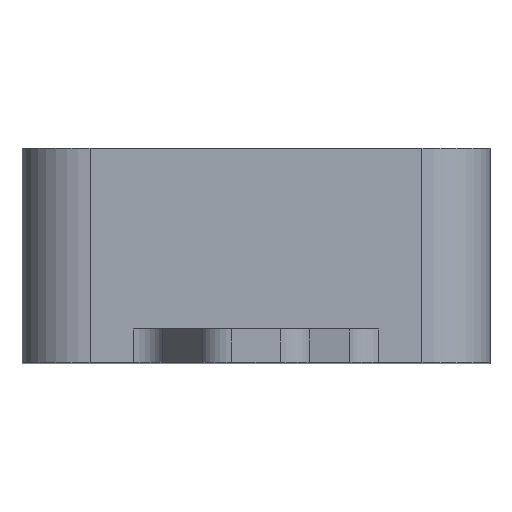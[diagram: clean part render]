
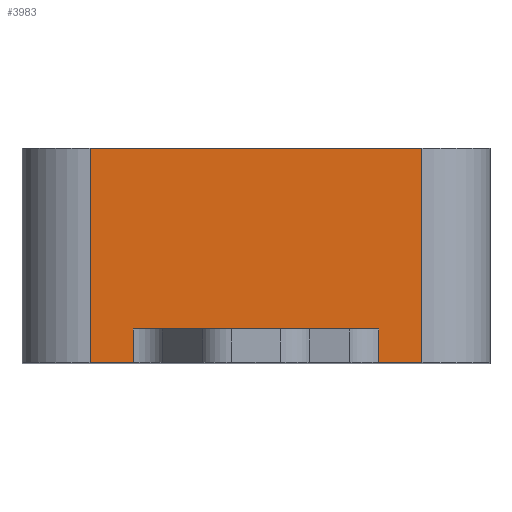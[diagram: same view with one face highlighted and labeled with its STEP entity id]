
A CAD part, top view. The second image highlights one B-rep face of the part: STEP entity #3983.
In plain terms, the highlighted planar face has unit normal (0, 0, 1).
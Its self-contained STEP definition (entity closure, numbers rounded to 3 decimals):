
#88 = VERTEX_POINT ( 'NONE', #3429 ) ;
#93 = ORIENTED_EDGE ( 'NONE', *, *, #2982, .T. ) ;
#194 = CARTESIAN_POINT ( 'NONE',  ( -18.336, 5., 0. ) ) ;
#291 = VECTOR ( 'NONE', #2622, 1000. ) ;
#422 = VECTOR ( 'NONE', #3107, 1000. ) ;
#528 = CARTESIAN_POINT ( 'NONE',  ( 24.765, 0., 0. ) ) ;
#551 = FACE_OUTER_BOUND ( 'NONE', #2662, .T. ) ;
#758 = EDGE_CURVE ( 'NONE', #2500, #983, #3238, .T. ) ;
#791 = CARTESIAN_POINT ( 'NONE',  ( -24.765, 0., 0. ) ) ;
#948 = VECTOR ( 'NONE', #5077, 1000. ) ;
#983 = VERTEX_POINT ( 'NONE', #528 ) ;
#988 = PLANE ( 'NONE',  #4151 ) ;
#1206 = CARTESIAN_POINT ( 'NONE',  ( -24.765, 32., 0. ) ) ;
#1535 = LINE ( 'NONE', #194, #422 ) ;
#1568 = VERTEX_POINT ( 'NONE', #2709 ) ;
#1652 = CARTESIAN_POINT ( 'NONE',  ( -15.449, 5., 0. ) ) ;
#1706 = VERTEX_POINT ( 'NONE', #1206 ) ;
#1729 = LINE ( 'NONE', #3437, #291 ) ;
#1782 = DIRECTION ( 'NONE',  ( 0., 0., -1. ) ) ;
#1837 = CARTESIAN_POINT ( 'NONE',  ( 0., 0., 0. ) ) ;
#1876 = DIRECTION ( 'NONE',  ( -1., 0., 0. ) ) ;
#1931 = VECTOR ( 'NONE', #4192, 1000. ) ;
#1991 = CARTESIAN_POINT ( 'NONE',  ( 24.765, 32., 0. ) ) ;
#2154 = ORIENTED_EDGE ( 'NONE', *, *, #758, .T. ) ;
#2368 = VECTOR ( 'NONE', #2396, 1000. ) ;
#2396 = DIRECTION ( 'NONE',  ( 1., 0., 0. ) ) ;
#2399 = DIRECTION ( 'NONE',  ( -1., 0., 0. ) ) ;
#2425 = VERTEX_POINT ( 'NONE', #4339 ) ;
#2500 = VERTEX_POINT ( 'NONE', #3412 ) ;
#2508 = EDGE_CURVE ( 'NONE', #4610, #1706, #4386, .T. ) ;
#2611 = CARTESIAN_POINT ( 'NONE',  ( 18.336, 0., 0. ) ) ;
#2622 = DIRECTION ( 'NONE',  ( 0., 1., 0. ) ) ;
#2662 = EDGE_LOOP ( 'NONE', ( #3211, #4291, #2154, #5095, #3113, #3447, #93, #4356 ) ) ;
#2709 = CARTESIAN_POINT ( 'NONE',  ( 18.336, 5., 0. ) ) ;
#2878 = EDGE_CURVE ( 'NONE', #1568, #88, #3916, .T. ) ;
#2923 = VECTOR ( 'NONE', #2399, 1000. ) ;
#2982 = EDGE_CURVE ( 'NONE', #2425, #5389, #3196, .T. ) ;
#3107 = DIRECTION ( 'NONE',  ( 0., 1., 0. ) ) ;
#3113 = ORIENTED_EDGE ( 'NONE', *, *, #2508, .T. ) ;
#3196 = LINE ( 'NONE', #3789, #948 ) ;
#3211 = ORIENTED_EDGE ( 'NONE', *, *, #2878, .F. ) ;
#3238 = LINE ( 'NONE', #5030, #2368 ) ;
#3412 = CARTESIAN_POINT ( 'NONE',  ( 18.336, 0., 0. ) ) ;
#3429 = CARTESIAN_POINT ( 'NONE',  ( -18.336, 5., 0. ) ) ;
#3437 = CARTESIAN_POINT ( 'NONE',  ( 24.765, 35., 0. ) ) ;
#3447 = ORIENTED_EDGE ( 'NONE', *, *, #3649, .T. ) ;
#3649 = EDGE_CURVE ( 'NONE', #1706, #2425, #4191, .T. ) ;
#3776 = LINE ( 'NONE', #2611, #4509 ) ;
#3789 = CARTESIAN_POINT ( 'NONE',  ( 34.925, 0., 0. ) ) ;
#3824 = EDGE_CURVE ( 'NONE', #1568, #2500, #3776, .T. ) ;
#3906 = CARTESIAN_POINT ( 'NONE',  ( 34.925, 32., 0. ) ) ;
#3916 = LINE ( 'NONE', #1652, #2923 ) ;
#3983 = ADVANCED_FACE ( 'NONE', ( #551 ), #988, .F. ) ;
#4151 = AXIS2_PLACEMENT_3D ( 'NONE', #1837, #1782, #1876 ) ;
#4191 = LINE ( 'NONE', #791, #1931 ) ;
#4192 = DIRECTION ( 'NONE',  ( 0., -1., 0. ) ) ;
#4291 = ORIENTED_EDGE ( 'NONE', *, *, #3824, .T. ) ;
#4339 = CARTESIAN_POINT ( 'NONE',  ( -24.765, 0., 0. ) ) ;
#4356 = ORIENTED_EDGE ( 'NONE', *, *, #5378, .T. ) ;
#4386 = LINE ( 'NONE', #3906, #4936 ) ;
#4509 = VECTOR ( 'NONE', #4654, 1000. ) ;
#4610 = VERTEX_POINT ( 'NONE', #1991 ) ;
#4654 = DIRECTION ( 'NONE',  ( 0., -1., 0. ) ) ;
#4780 = CARTESIAN_POINT ( 'NONE',  ( -18.336, 0., 0. ) ) ;
#4809 = DIRECTION ( 'NONE',  ( -1., 0., 0. ) ) ;
#4936 = VECTOR ( 'NONE', #4809, 1000. ) ;
#5030 = CARTESIAN_POINT ( 'NONE',  ( 34.925, 0., 0. ) ) ;
#5077 = DIRECTION ( 'NONE',  ( 1., 0., 0. ) ) ;
#5095 = ORIENTED_EDGE ( 'NONE', *, *, #5354, .T. ) ;
#5354 = EDGE_CURVE ( 'NONE', #983, #4610, #1729, .T. ) ;
#5378 = EDGE_CURVE ( 'NONE', #5389, #88, #1535, .T. ) ;
#5389 = VERTEX_POINT ( 'NONE', #4780 ) ;
